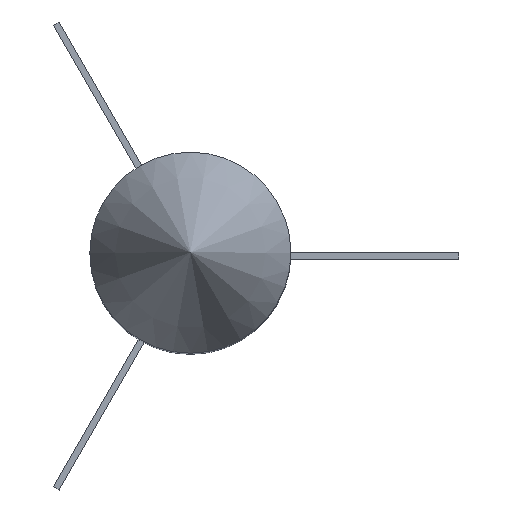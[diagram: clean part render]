
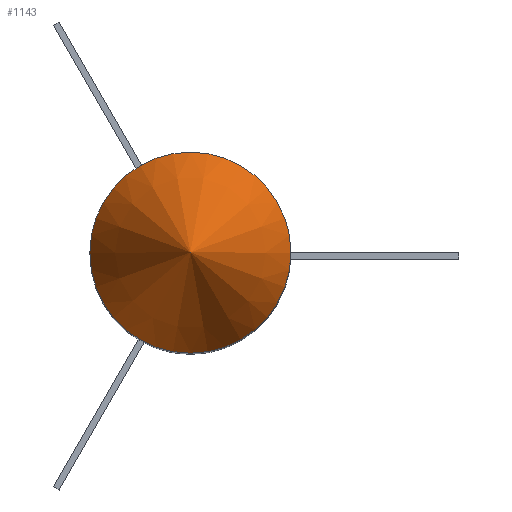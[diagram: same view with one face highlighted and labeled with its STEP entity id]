
A CAD part, top view. The second image highlights one B-rep face of the part: STEP entity #1143.
In plain terms, the highlighted conical face has half-angle 26.565 degrees and reference radius 30 mm.
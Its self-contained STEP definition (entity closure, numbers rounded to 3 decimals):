
#1143 = ADVANCED_FACE('',(#1144),#1164,.T.);
#1144 = FACE_BOUND('',#1145,.T.);
#1145 = EDGE_LOOP('',(#1146,#1156,#1163));
#1146 = ORIENTED_EDGE('',*,*,#1147,.F.);
#1147 = EDGE_CURVE('',#1148,#1150,#1152,.T.);
#1148 = VERTEX_POINT('',#1149);
#1149 = CARTESIAN_POINT('',(30.,0.,0.));
#1150 = VERTEX_POINT('',#1151);
#1151 = CARTESIAN_POINT('',(0.,0.,60.));
#1152 = LINE('',#1153,#1154);
#1153 = CARTESIAN_POINT('',(30.,0.,0.));
#1154 = VECTOR('',#1155,1.);
#1155 = DIRECTION('',(-0.447,0.,0.894));
#1156 = ORIENTED_EDGE('',*,*,#1157,.T.);
#1157 = EDGE_CURVE('',#1148,#1148,#1158,.T.);
#1158 = CIRCLE('',#1159,30.);
#1159 = AXIS2_PLACEMENT_3D('',#1160,#1161,#1162);
#1160 = CARTESIAN_POINT('',(0.,0.,0.));
#1161 = DIRECTION('',(0.,0.,1.));
#1162 = DIRECTION('',(1.,0.,-0.));
#1163 = ORIENTED_EDGE('',*,*,#1147,.T.);
#1164 = CONICAL_SURFACE('',#1165,30.,0.464);
#1165 = AXIS2_PLACEMENT_3D('',#1166,#1167,#1168);
#1166 = CARTESIAN_POINT('',(0.,0.,0.));
#1167 = DIRECTION('',(-0.,-0.,-1.));
#1168 = DIRECTION('',(1.,0.,-0.));
